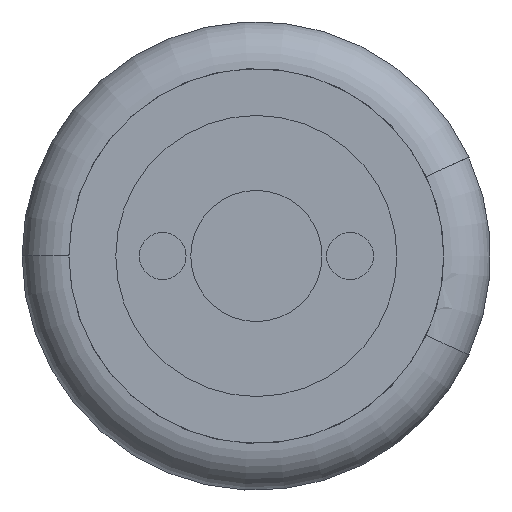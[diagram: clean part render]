
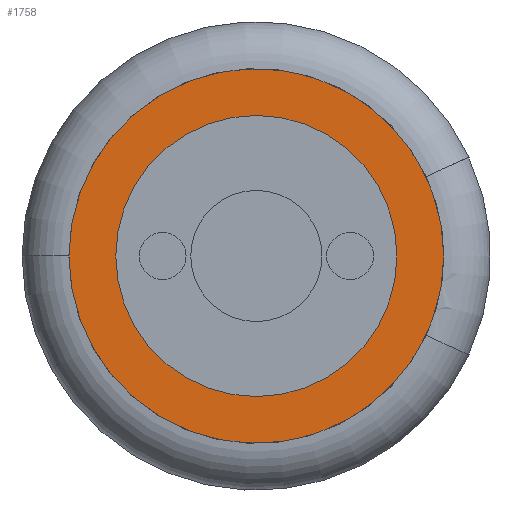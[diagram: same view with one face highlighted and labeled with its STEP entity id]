
A CAD part, front view. The second image highlights one B-rep face of the part: STEP entity #1758.
In plain terms, the highlighted planar face has unit normal (0, -1, 0).
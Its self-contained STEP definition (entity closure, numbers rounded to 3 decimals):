
#19 = FACE_BOUND ( 'NONE', #1807, .T. ) ;
#78 = FACE_OUTER_BOUND ( 'NONE', #1075, .T. ) ;
#109 = CIRCLE ( 'NONE', #662, 2. ) ;
#111 = DIRECTION ( 'NONE',  ( 1., 0., 0. ) ) ;
#131 = CARTESIAN_POINT ( 'NONE',  ( 1.5, 0.3, 0. ) ) ;
#200 = DIRECTION ( 'NONE',  ( 1., 0., 0. ) ) ;
#232 = AXIS2_PLACEMENT_3D ( 'NONE', #2232, #387, #200 ) ;
#268 = PLANE ( 'NONE',  #2354 ) ;
#322 = EDGE_CURVE ( 'NONE', #813, #1688, #1779, .T. ) ;
#387 = DIRECTION ( 'NONE',  ( 0., -1., 0. ) ) ;
#404 = AXIS2_PLACEMENT_3D ( 'NONE', #1017, #1841, #803 ) ;
#571 = DIRECTION ( 'NONE',  ( 0., -1., 0. ) ) ;
#628 = ORIENTED_EDGE ( 'NONE', *, *, #929, .T. ) ;
#662 = AXIS2_PLACEMENT_3D ( 'NONE', #2603, #1575, #111 ) ;
#699 = EDGE_CURVE ( 'NONE', #1819, #2226, #2076, .T. ) ;
#702 = CARTESIAN_POINT ( 'NONE',  ( -1.5, 0.3, 0. ) ) ;
#803 = DIRECTION ( 'NONE',  ( 1., 0., 0. ) ) ;
#813 = VERTEX_POINT ( 'NONE', #702 ) ;
#929 = EDGE_CURVE ( 'NONE', #2226, #1819, #109, .T. ) ;
#951 = ORIENTED_EDGE ( 'NONE', *, *, #2182, .F. ) ;
#980 = CARTESIAN_POINT ( 'NONE',  ( 0., 0.3, 0. ) ) ;
#1017 = CARTESIAN_POINT ( 'NONE',  ( 0., 0.3, 0. ) ) ;
#1075 = EDGE_LOOP ( 'NONE', ( #1175, #628 ) ) ;
#1175 = ORIENTED_EDGE ( 'NONE', *, *, #699, .T. ) ;
#1287 = CARTESIAN_POINT ( 'NONE',  ( -2., 0.3, 0. ) ) ;
#1383 = DIRECTION ( 'NONE',  ( 1., 0., 0. ) ) ;
#1575 = DIRECTION ( 'NONE',  ( 0., -1., 0. ) ) ;
#1688 = VERTEX_POINT ( 'NONE', #131 ) ;
#1758 = ADVANCED_FACE ( 'NONE', ( #19, #78 ), #268, .T. ) ;
#1779 = CIRCLE ( 'NONE', #232, 1.5 ) ;
#1807 = EDGE_LOOP ( 'NONE', ( #2406, #951 ) ) ;
#1819 = VERTEX_POINT ( 'NONE', #1287 ) ;
#1841 = DIRECTION ( 'NONE',  ( 0., -1., 0. ) ) ;
#2076 = CIRCLE ( 'NONE', #404, 2. ) ;
#2085 = AXIS2_PLACEMENT_3D ( 'NONE', #980, #571, #1383 ) ;
#2105 = DIRECTION ( 'NONE',  ( 0., -1., 0. ) ) ;
#2182 = EDGE_CURVE ( 'NONE', #1688, #813, #2477, .T. ) ;
#2226 = VERTEX_POINT ( 'NONE', #2613 ) ;
#2232 = CARTESIAN_POINT ( 'NONE',  ( 0., 0.3, 0. ) ) ;
#2354 = AXIS2_PLACEMENT_3D ( 'NONE', #2502, #2105, #2492 ) ;
#2406 = ORIENTED_EDGE ( 'NONE', *, *, #322, .F. ) ;
#2477 = CIRCLE ( 'NONE', #2085, 1.5 ) ;
#2492 = DIRECTION ( 'NONE',  ( 1., 0., 0. ) ) ;
#2502 = CARTESIAN_POINT ( 'NONE',  ( 0., 0.3, 0. ) ) ;
#2603 = CARTESIAN_POINT ( 'NONE',  ( 0., 0.3, 0. ) ) ;
#2613 = CARTESIAN_POINT ( 'NONE',  ( 2., 0.3, 0. ) ) ;
